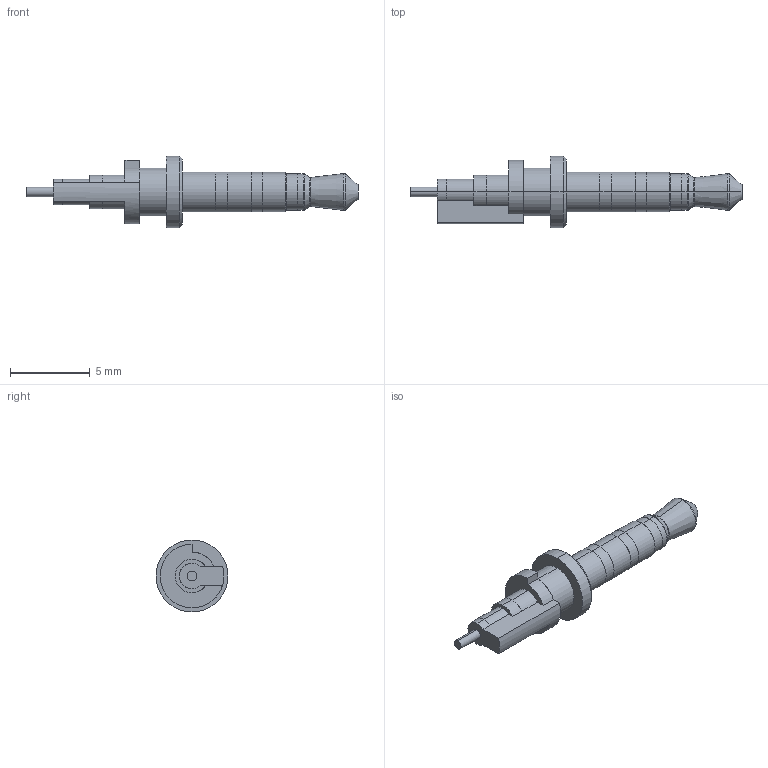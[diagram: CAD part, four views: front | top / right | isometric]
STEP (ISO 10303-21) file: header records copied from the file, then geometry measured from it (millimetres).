
FILE_DESCRIPTION (( 'STEP AP203' ), '1' );
FILE_NAME ('50-00401.step', '2016-09-15T22:36:44', ( '' ), ( '' ), 'SwSTEP 2.0', 'SolidWorks 2015', '' );
FILE_SCHEMA (( 'CONFIG_CONTROL_DESIGN' ));
Length unit declared in the file: millimetre
Products named in the file (1): 50-00401
Bounding box: 20.8 x 4.5 x 4.5 mm (x, y, z)
Volume: 103.2 mm3; surface area: 291.1 mm2
Topology: 10 solids, 10 shells, 81 faces, 162 edges, 102 vertices
Faces by surface type: cylinder 35, plane 28, cone 10, torus 8
Entity records: 2188 total; most frequent: DIRECTION 423, CARTESIAN_POINT 346, ORIENTED_EDGE 324, AXIS2_PLACEMENT_3D 179, EDGE_CURVE 162, VERTEX_POINT 102, CIRCLE 97, EDGE_LOOP 82
